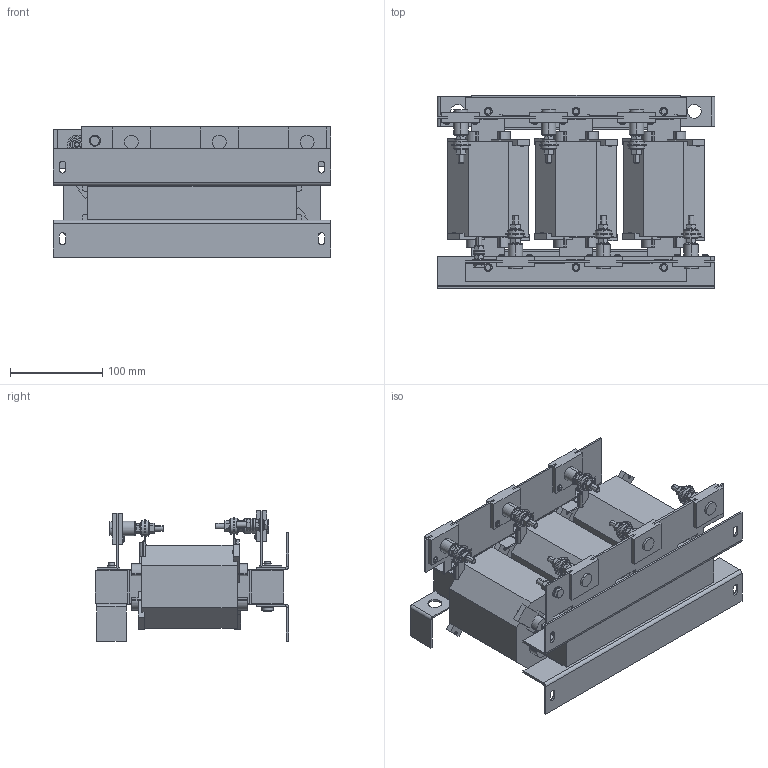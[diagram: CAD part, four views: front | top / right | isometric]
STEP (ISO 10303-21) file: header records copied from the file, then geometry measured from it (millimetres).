
FILE_DESCRIPTION (( 'STEP AP214' ), '1' );
FILE_NAME ('191012.STEP', '2020-05-29T01:09:08', ( '' ), ( '' ), 'SwSTEP 2.0', 'SolidWorks 2018', '' );
FILE_SCHEMA (( 'AUTOMOTIVE_DESIGN' ));
Length unit declared in the file: millimetre
Products named in the file (1): 191012
Bounding box: 300 x 209.3 x 141 mm (x, y, z)
Volume: 3223109.8 mm3; surface area: 411756.8 mm2
Topology: 1 solids, 1 shells, 1696 faces, 4286 edges, 2672 vertices
Faces by surface type: plane 1019, cylinder 351, cone 160, bspline 138, torus 16, sphere 12
Entity records: 55922 total; most frequent: CARTESIAN_POINT 15979, ORIENTED_EDGE 8572, DIRECTION 7877, EDGE_CURVE 4286, LINE 2721, VECTOR 2721, VERTEX_POINT 2672, AXIS2_PLACEMENT_3D 2578
